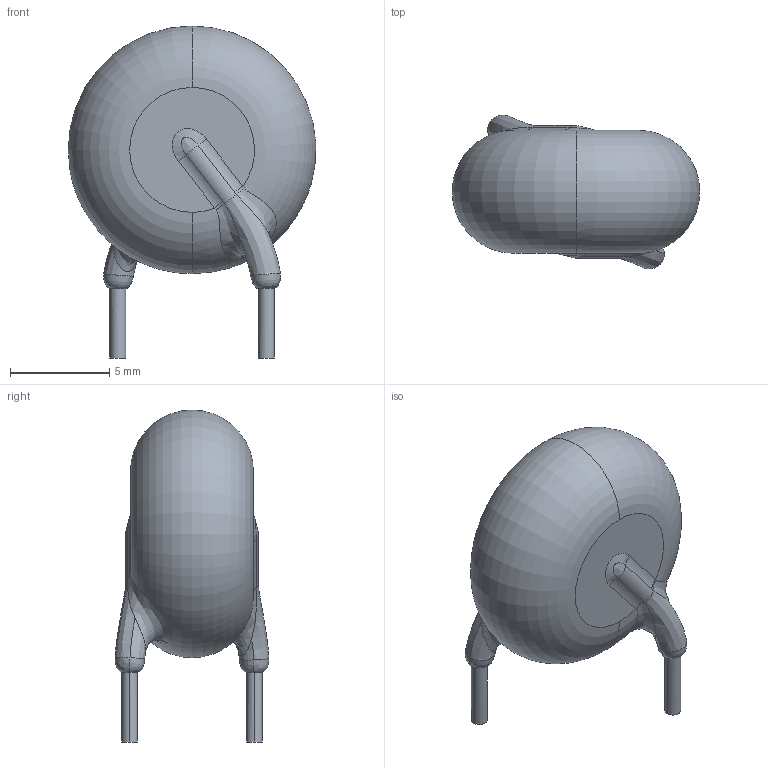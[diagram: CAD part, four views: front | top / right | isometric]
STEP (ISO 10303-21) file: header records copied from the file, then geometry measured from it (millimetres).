
FILE_DESCRIPTION (( 'STEP AP214' ), '1' );
FILE_NAME ('RES-TH_L12.5-W6.7-P7.50-S6.3.step', '2022-07-28T09:33:29', ( '' ), ( '' ), 'SwSTEP 2.0', 'SolidWorks 2020', '' );
FILE_SCHEMA (( 'AUTOMOTIVE_DESIGN' ));
Length unit declared in the file: millimetre
Products named in the file (1): RES-TH_L12.5-W6.7-P7.50-S6.3
Bounding box: 12.49 x 7.76 x 16.75 mm (x, y, z)
Volume: 639.5 mm3; surface area: 495.9 mm2
Topology: 14 solids, 14 shells, 265 faces, 703 edges, 466 vertices
Faces by surface type: plane 137, bspline 116, cylinder 10, torus 2
Entity records: 15063 total; most frequent: CARTESIAN_POINT 6203, ORIENTED_EDGE 1406, DIRECTION 789, EDGE_CURVE 703, VERTEX_POINT 466, VECTOR 429, LINE 429, UNCERTAINTY_MEASURE_WITH_UNIT 281
